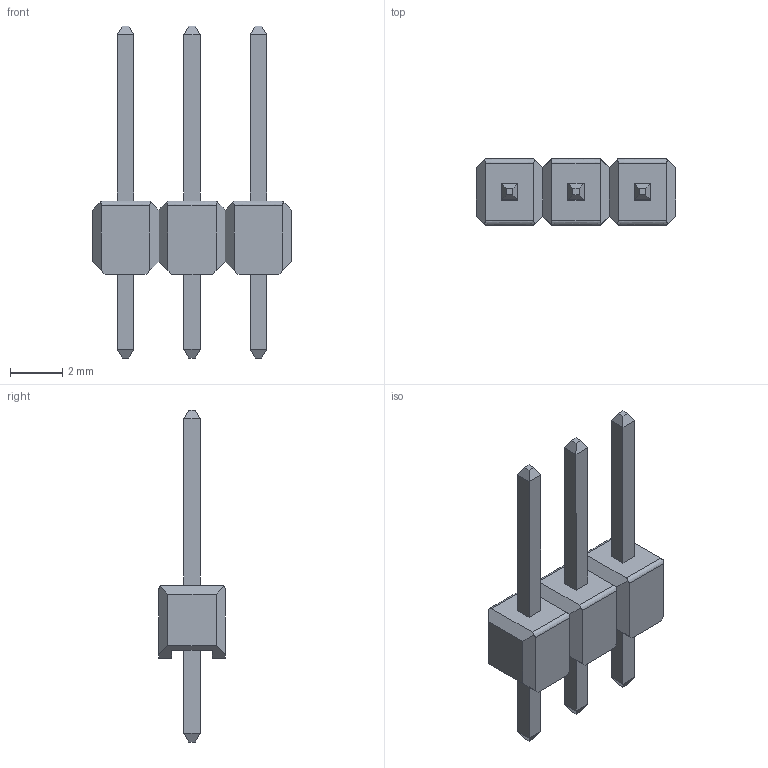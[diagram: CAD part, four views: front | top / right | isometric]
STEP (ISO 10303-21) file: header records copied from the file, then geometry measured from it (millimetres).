
FILE_DESCRIPTION(/* description */ (''),/* implementation_level */ '2;1');
FILE_NAME(/* name */ 'PINHEA~3',/* time_stamp */ '2014-06-14T09:55:05+02:00',/* author */ (''),/* organization */ (''),/* preprocessor_version */ 'ST-DEVELOPER v14',/* originating_system */ '',/* authorisation */ '');
FILE_SCHEMA (('AUTOMOTIVE_DESIGN'));
Length unit declared in the file: millimetre
Products named in the file (1): Document
Bounding box: 7.62 x 2.54 x 12.7 mm (x, y, z)
Volume: 14.7 mm3; surface area: 206.8 mm2
Topology: 3 solids, 6 shells, 110 faces, 289 edges, 189 vertices
Faces by surface type: plane 98, bspline 12
Entity records: 6849 total; most frequent: CARTESIAN_POINT 2859, B_SPLINE_CURVE_WITH_KNOTS 825, ORIENTED_EDGE 548, PCURVE 548, DEFINITIONAL_REPRESENTATION 548, SURFACE_CURVE 282, EDGE_CURVE 282, VERTEX_POINT 180
